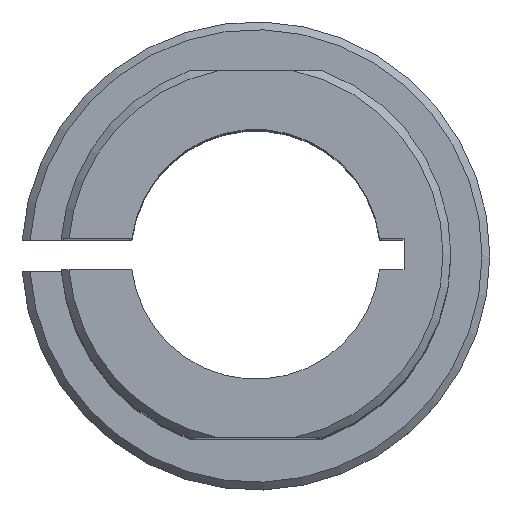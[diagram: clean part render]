
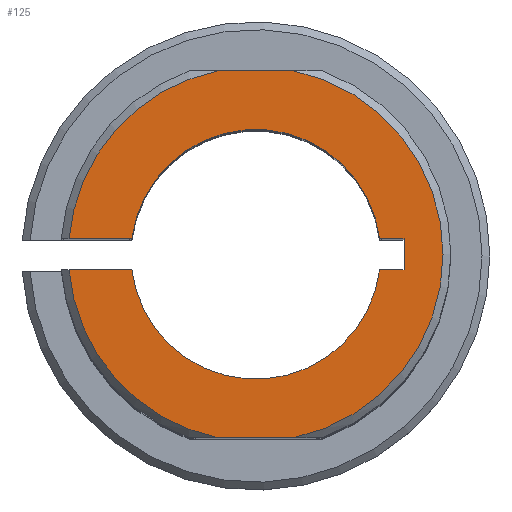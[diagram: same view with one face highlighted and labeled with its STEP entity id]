
A CAD part, top view. The second image highlights one B-rep face of the part: STEP entity #125.
In plain terms, the highlighted planar face has unit normal (0, 0, 1).
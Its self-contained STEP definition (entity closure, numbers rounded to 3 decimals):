
#125=ADVANCED_FACE('',(#196),#186,.F.);
#186=PLANE('',#1206);
#196=FACE_OUTER_BOUND('',#257,.T.);
#257=EDGE_LOOP('',(#375,#376,#377,#378,#379,#380,#381,#382,#383,#384,#385,
#386));
#318=CIRCLE('',#1201,24.);
#319=CIRCLE('',#1202,24.);
#320=CIRCLE('',#1203,16.);
#321=CIRCLE('',#1204,16.);
#322=CIRCLE('',#1205,24.);
#375=ORIENTED_EDGE('',*,*,#847,.T.);
#376=ORIENTED_EDGE('',*,*,#848,.T.);
#377=ORIENTED_EDGE('',*,*,#849,.F.);
#378=ORIENTED_EDGE('',*,*,#850,.T.);
#379=ORIENTED_EDGE('',*,*,#851,.F.);
#380=ORIENTED_EDGE('',*,*,#852,.T.);
#381=ORIENTED_EDGE('',*,*,#853,.F.);
#382=ORIENTED_EDGE('',*,*,#854,.F.);
#383=ORIENTED_EDGE('',*,*,#855,.F.);
#384=ORIENTED_EDGE('',*,*,#856,.T.);
#385=ORIENTED_EDGE('',*,*,#857,.F.);
#386=ORIENTED_EDGE('',*,*,#858,.T.);
#729=VERTEX_POINT('',#1646);
#730=VERTEX_POINT('',#1647);
#731=VERTEX_POINT('',#1649);
#732=VERTEX_POINT('',#1651);
#733=VERTEX_POINT('',#1653);
#734=VERTEX_POINT('',#1655);
#735=VERTEX_POINT('',#1657);
#736=VERTEX_POINT('',#1659);
#737=VERTEX_POINT('',#1661);
#738=VERTEX_POINT('',#1663);
#739=VERTEX_POINT('',#1665);
#740=VERTEX_POINT('',#1667);
#847=EDGE_CURVE('',#729,#730,#1024,.T.);
#848=EDGE_CURVE('',#730,#731,#318,.T.);
#849=EDGE_CURVE('',#732,#731,#1025,.T.);
#850=EDGE_CURVE('',#732,#733,#319,.T.);
#851=EDGE_CURVE('',#734,#733,#1026,.T.);
#852=EDGE_CURVE('',#734,#735,#320,.T.);
#853=EDGE_CURVE('',#736,#735,#1027,.T.);
#854=EDGE_CURVE('',#737,#736,#1028,.T.);
#855=EDGE_CURVE('',#738,#737,#1029,.T.);
#856=EDGE_CURVE('',#738,#739,#321,.T.);
#857=EDGE_CURVE('',#740,#739,#1030,.T.);
#858=EDGE_CURVE('',#740,#729,#322,.T.);
#1024=LINE('',#1645,#1102);
#1025=LINE('',#1650,#1103);
#1026=LINE('',#1654,#1104);
#1027=LINE('',#1658,#1105);
#1028=LINE('',#1660,#1106);
#1029=LINE('',#1662,#1107);
#1030=LINE('',#1666,#1108);
#1102=VECTOR('',#1327,1.);
#1103=VECTOR('',#1330,1.);
#1104=VECTOR('',#1333,1.);
#1105=VECTOR('',#1336,1.);
#1106=VECTOR('',#1337,1.);
#1107=VECTOR('',#1338,1.);
#1108=VECTOR('',#1341,1.);
#1201=AXIS2_PLACEMENT_3D('',#1648,#1328,#1329);
#1202=AXIS2_PLACEMENT_3D('',#1652,#1331,#1332);
#1203=AXIS2_PLACEMENT_3D('',#1656,#1334,#1335);
#1204=AXIS2_PLACEMENT_3D('',#1664,#1339,#1340);
#1205=AXIS2_PLACEMENT_3D('',#1668,#1342,#1343);
#1206=AXIS2_PLACEMENT_3D('',#1669,#1344,#1345);
#1327=DIRECTION('',(1.,0.,0.));
#1328=DIRECTION('',(0.,0.,1.));
#1329=DIRECTION('',(0.,-1.,0.));
#1330=DIRECTION('',(1.,0.,0.));
#1331=DIRECTION('',(0.,0.,1.));
#1332=DIRECTION('',(0.,-1.,0.));
#1333=DIRECTION('',(-1.,0.,0.));
#1334=DIRECTION('',(0.,0.,-1.));
#1335=DIRECTION('',(0.,-1.,0.));
#1336=DIRECTION('',(-1.,0.,0.));
#1337=DIRECTION('',(0.,1.,0.));
#1338=DIRECTION('',(1.,0.,0.));
#1339=DIRECTION('',(0.,0.,-1.));
#1340=DIRECTION('',(0.,-1.,0.));
#1341=DIRECTION('',(1.,0.,0.));
#1342=DIRECTION('',(0.,0.,1.));
#1343=DIRECTION('',(0.,-1.,0.));
#1344=DIRECTION('',(0.,0.,-1.));
#1345=DIRECTION('',(0.,1.,0.));
#1645=CARTESIAN_POINT('',(-25.,-23.5,123.));
#1646=CARTESIAN_POINT('',(-4.873,-23.5,123.));
#1647=CARTESIAN_POINT('',(4.873,-23.5,123.));
#1648=CARTESIAN_POINT('',(0.,0.,123.));
#1649=CARTESIAN_POINT('',(4.873,23.5,123.));
#1650=CARTESIAN_POINT('',(-25.,23.5,123.));
#1651=CARTESIAN_POINT('',(-4.873,23.5,123.));
#1652=CARTESIAN_POINT('',(0.,0.,123.));
#1653=CARTESIAN_POINT('',(-23.917,2.,123.));
#1654=CARTESIAN_POINT('',(19.,2.,123.));
#1655=CARTESIAN_POINT('',(-15.875,2.,123.));
#1656=CARTESIAN_POINT('',(0.,0.,123.));
#1657=CARTESIAN_POINT('',(15.875,2.,123.));
#1658=CARTESIAN_POINT('',(19.,2.,123.));
#1659=CARTESIAN_POINT('',(19.,2.,123.));
#1660=CARTESIAN_POINT('',(19.,-2.,123.));
#1661=CARTESIAN_POINT('',(19.,-2.,123.));
#1662=CARTESIAN_POINT('',(-30.,-2.,123.));
#1663=CARTESIAN_POINT('',(15.875,-2.,123.));
#1664=CARTESIAN_POINT('',(0.,0.,123.));
#1665=CARTESIAN_POINT('',(-15.875,-2.,123.));
#1666=CARTESIAN_POINT('',(-30.,-2.,123.));
#1667=CARTESIAN_POINT('',(-23.917,-2.,123.));
#1668=CARTESIAN_POINT('',(0.,0.,123.));
#1669=CARTESIAN_POINT('',(16.,0.,123.));
